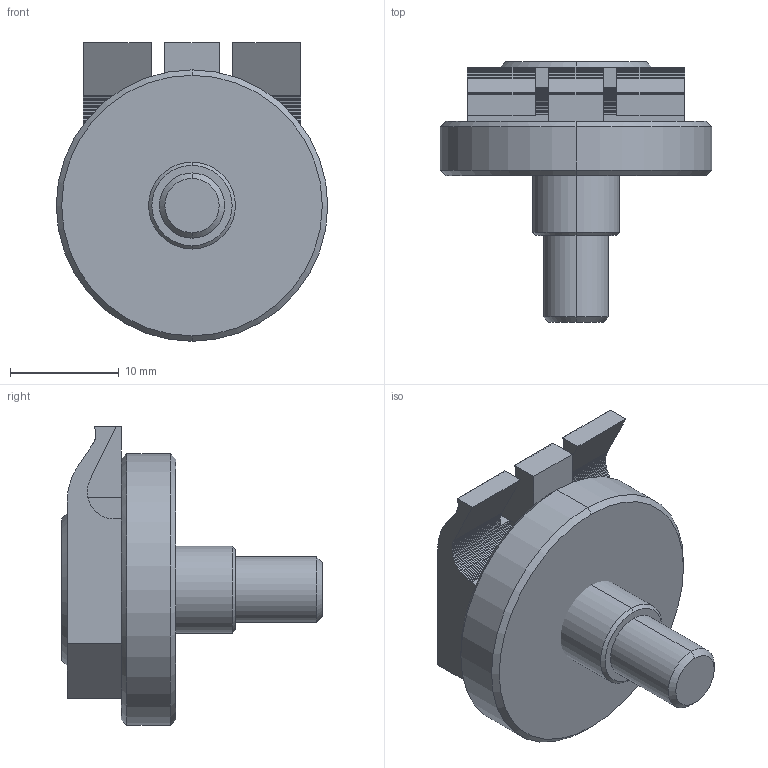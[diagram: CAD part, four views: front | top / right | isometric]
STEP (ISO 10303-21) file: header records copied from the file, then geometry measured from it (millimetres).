
FILE_DESCRIPTION (( 'STEP AP214' ), '1' );
FILE_NAME ('25130.STEP', '2016-07-28T15:40:53', ( 'Mike W' ), ( '' ), 'SwSTEP 2.0', 'SolidWorks 2016', '' );
FILE_SCHEMA (( 'AUTOMOTIVE_DESIGN' ));
Length unit declared in the file: inch
Products named in the file (1): 25130
Bounding box: 25 x 24 x 27.5 mm (x, y, z)
Volume: 5126.2 mm3; surface area: 3102.6 mm2
Topology: 2 solids, 2 shells, 231 faces, 654 edges, 432 vertices
Faces by surface type: plane 209, cone 12, cylinder 10
Entity records: 7698 total; most frequent: CARTESIAN_POINT 1318, ORIENTED_EDGE 1308, DIRECTION 1154, EDGE_CURVE 654, LINE 618, VECTOR 618, VERTEX_POINT 432, AXIS2_PLACEMENT_3D 268
